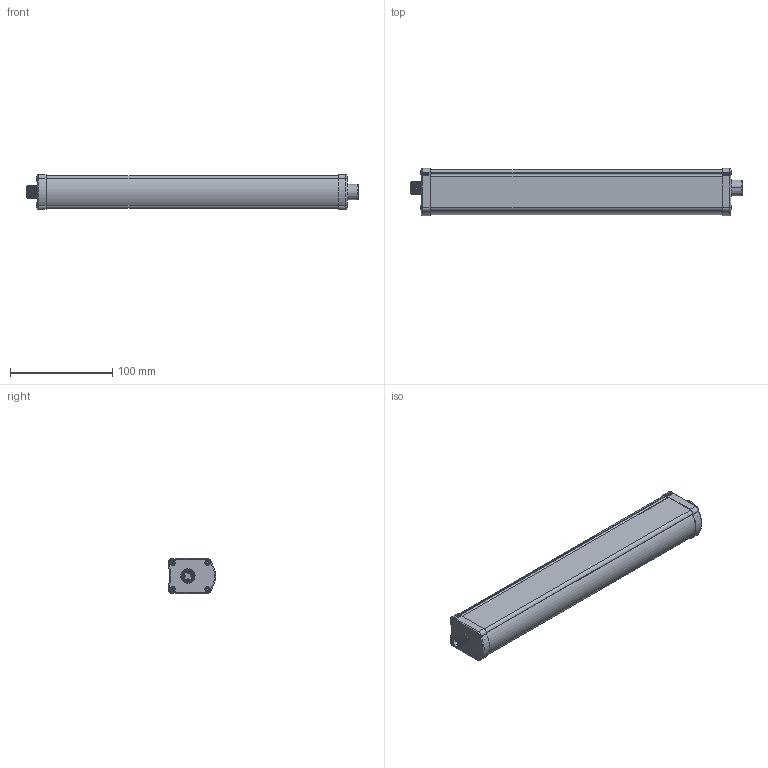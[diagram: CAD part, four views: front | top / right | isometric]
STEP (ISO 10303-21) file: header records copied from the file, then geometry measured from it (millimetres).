
FILE_DESCRIPTION((''),'2;1');
FILE_NAME('243905_SM01_ASM','2025-03-03T11:00:03',('banengservice'),('BANNER ENGINEERING'),'CREO PARAMETRIC BY PTC INC, 2022414','CREO PARAMETRIC BY PTC INC, 2022414','');
FILE_SCHEMA(('CONFIG_CONTROL_DESIGN'));
Products named in the file (2): 243905_EP01; 243905_SM01_ASM
Assembly tree (1 placements, depth 2):
  243905_SM01_ASM
    243905_EP01
Bounding box: 325.1 x 46.2 x 34.28 mm (x, y, z)
Volume: 403139.7 mm3; surface area: 53222.2 mm2
Topology: 1 solids, 1 shells, 789 faces, 2040 edges, 1304 vertices
Faces by surface type: plane 280, cylinder 240, cone 125, torus 97, bspline 43, sphere 4
Entity records: 57524 total; most frequent: CARTESIAN_POINT 38607, ORIENTED_EDGE 4080, DIRECTION 3829, EDGE_CURVE 2040, AXIS2_PLACEMENT_3D 1506, VERTEX_POINT 1304, EDGE_LOOP 844, VECTOR 817
